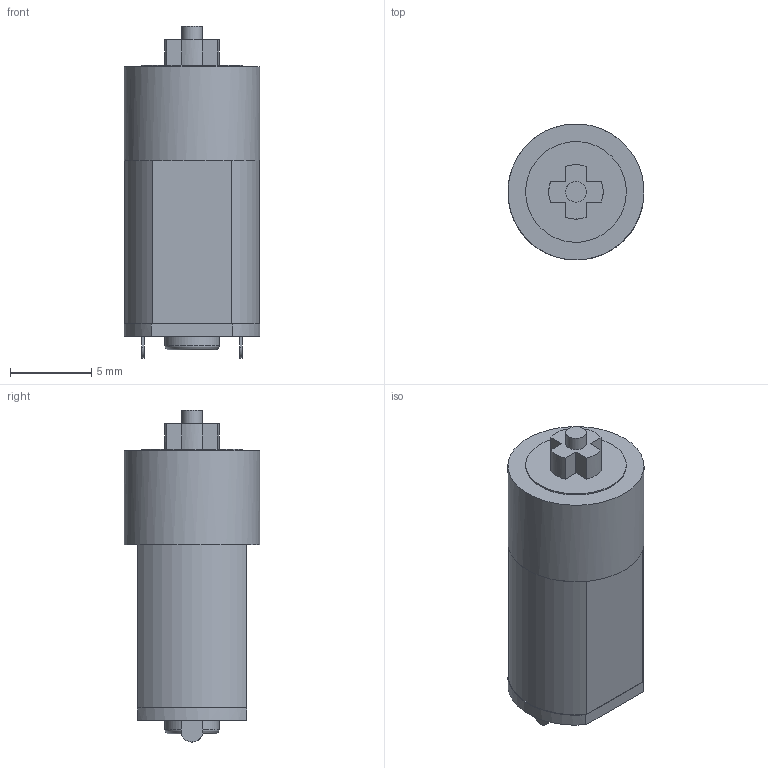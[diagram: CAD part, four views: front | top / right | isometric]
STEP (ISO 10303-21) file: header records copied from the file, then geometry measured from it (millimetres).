
FILE_DESCRIPTION(('FreeCAD Model'),'2;1');
FILE_NAME('Open CASCADE Shape Model','2025-05-09T16:03:47',('FreeCAD'),( 'FreeCAD'),'Open CASCADE STEP processor 7.6','FreeCAD','Unknown');
FILE_SCHEMA(('AUTOMOTIVE_DESIGN { 1 0 10303 214 1 1 1 1 }'));
Length unit declared in the file: millimetre
Products named in the file (1): Open CASCADE STEP translator 7.6 1
Bounding box: 8.35 x 8.35 x 20.39 mm (x, y, z)
Volume: 863.6 mm3; surface area: 575.7 mm2
Topology: 1 solids, 1 shells, 47 faces, 110 edges, 73 vertices
Faces by surface type: bspline 47
Entity records: 1342 total; most frequent: CARTESIAN_POINT 653, ORIENTED_EDGE 220, EDGE_CURVE 110, B_SPLINE_CURVE_WITH_KNOTS 80, VERTEX_POINT 73, FACE_BOUND 55, EDGE_LOOP 55, ADVANCED_FACE 47
